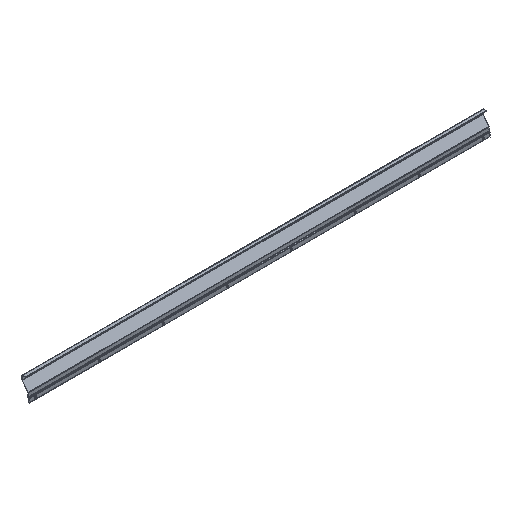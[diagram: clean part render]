
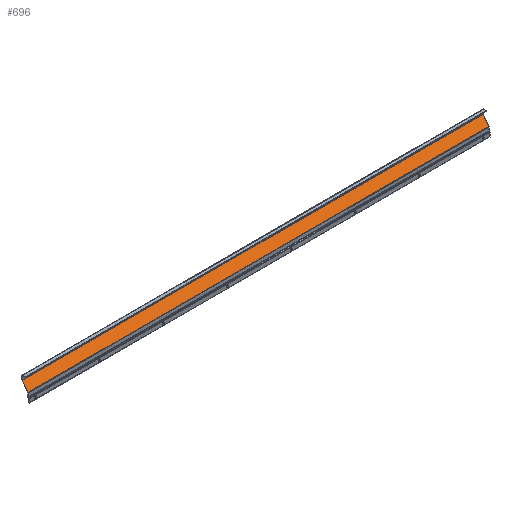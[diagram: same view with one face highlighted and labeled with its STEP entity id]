
A CAD part, isometric view. The second image highlights one B-rep face of the part: STEP entity #696.
In plain terms, the highlighted planar face has unit normal (0, -0.809, 0.588).
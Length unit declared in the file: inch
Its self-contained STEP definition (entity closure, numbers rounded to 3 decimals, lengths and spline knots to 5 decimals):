
#50=PLANE('',#774);
#82=FACE_OUTER_BOUND('',#142,.T.);
#142=EDGE_LOOP('',(#611,#612,#613,#614));
#163=LINE('',#1039,#217);
#173=LINE('',#1071,#227);
#195=LINE('',#1169,#249);
#198=LINE('',#1175,#252);
#217=VECTOR('',#821,1.5176);
#227=VECTOR('',#849,1.5176);
#249=VECTOR('',#959,72.);
#252=VECTOR('',#968,72.);
#320=VERTEX_POINT('',#1036);
#321=VERTEX_POINT('',#1038);
#333=VERTEX_POINT('',#1068);
#334=VERTEX_POINT('',#1070);
#389=EDGE_CURVE('',#321,#320,#163,.T.);
#405=EDGE_CURVE('',#334,#333,#173,.T.);
#451=EDGE_CURVE('',#320,#334,#195,.T.);
#454=EDGE_CURVE('',#321,#333,#198,.T.);
#611=ORIENTED_EDGE('',*,*,#451,.T.);
#612=ORIENTED_EDGE('',*,*,#405,.T.);
#613=ORIENTED_EDGE('',*,*,#454,.F.);
#614=ORIENTED_EDGE('',*,*,#389,.T.);
#696=ADVANCED_FACE('',(#82),#50,.T.);
#774=AXIS2_PLACEMENT_3D('',#1174,#966,#967);
#821=DIRECTION('',(0.,-0.588,-0.809));
#849=DIRECTION('',(0.,0.588,0.809));
#959=DIRECTION('',(1.,0.,0.));
#966=DIRECTION('center_axis',(0.,-0.809,0.588));
#967=DIRECTION('ref_axis',(1.,0.,0.));
#968=DIRECTION('',(1.,0.,0.));
#1036=CARTESIAN_POINT('',(0.,-0.40949,-1.85134));
#1038=CARTESIAN_POINT('',(0.,0.48253,-0.62357));
#1039=CARTESIAN_POINT('',(0.,0.50263,-0.5959));
#1068=CARTESIAN_POINT('',(72.,0.48253,-0.62357));
#1070=CARTESIAN_POINT('',(72.,-0.40949,-1.85134));
#1071=CARTESIAN_POINT('',(72.,0.50263,-0.5959));
#1169=CARTESIAN_POINT('',(36.,-0.40949,-1.85134));
#1174=CARTESIAN_POINT('Origin',(0.,-0.42959,
-1.879));
#1175=CARTESIAN_POINT('',(72.,0.48253,-0.62357));
